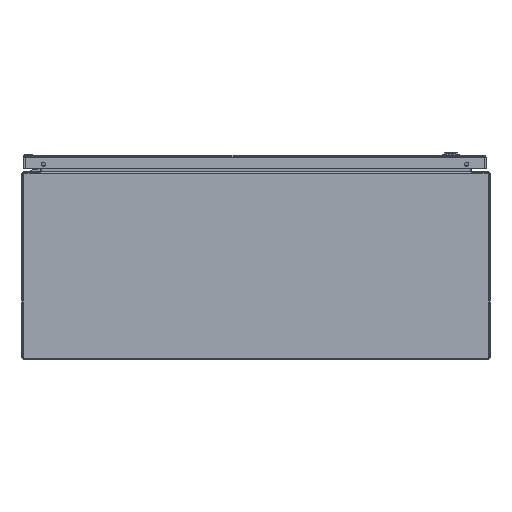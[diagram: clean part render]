
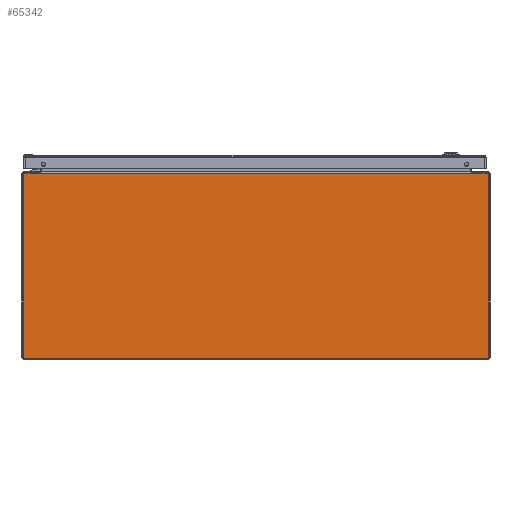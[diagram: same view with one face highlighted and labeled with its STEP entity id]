
A CAD part, front view. The second image highlights one B-rep face of the part: STEP entity #65342.
In plain terms, the highlighted planar face has unit normal (0, -1, 0).
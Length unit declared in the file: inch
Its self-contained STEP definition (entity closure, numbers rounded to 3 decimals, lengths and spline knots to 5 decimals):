
#1442 = EDGE_CURVE ( 'NONE', #44549, #36486, #156736, .T. ) ;
#1459 = DIRECTION ( 'NONE',  ( -0.174, 0., -0.985 ) ) ;
#1485 = CARTESIAN_POINT ( 'NONE',  ( 13.82312, -36., 5.937 ) ) ;
#2550 = FACE_OUTER_BOUND ( 'NONE', #99048, .T. ) ;
#2714 = LINE ( 'NONE', #28511, #149813 ) ;
#3015 = ORIENTED_EDGE ( 'NONE', *, *, #1442, .T. ) ;
#5746 = EDGE_CURVE ( 'NONE', #159661, #44237, #146024, .T. ) ;
#7070 = AXIS2_PLACEMENT_3D ( 'NONE', #127771, #155345, #175674 ) ;
#8815 = AXIS2_PLACEMENT_3D ( 'NONE', #111708, #69954, #139279 ) ;
#9730 = CARTESIAN_POINT ( 'NONE',  ( -13.80579, -36., 5.883 ) ) ;
#10546 = AXIS2_PLACEMENT_3D ( 'NONE', #116252, #48662, #62923 ) ;
#10611 = LINE ( 'NONE', #9730, #29042 ) ;
#12082 = EDGE_CURVE ( 'NONE', #36486, #154228, #105318, .T. ) ;
#13138 = EDGE_CURVE ( 'NONE', #105977, #169744, #60340, .T. ) ;
#15011 = ORIENTED_EDGE ( 'NONE', *, *, #20639, .T. ) ;
#17553 = ORIENTED_EDGE ( 'NONE', *, *, #121067, .T. ) ;
#20258 = ORIENTED_EDGE ( 'NONE', *, *, #73346, .T. ) ;
#20639 = EDGE_CURVE ( 'NONE', #160044, #45693, #91067, .T. ) ;
#23448 = CARTESIAN_POINT ( 'NONE',  ( -13.8136, -36., 5.883 ) ) ;
#25692 = DIRECTION ( 'NONE',  ( 0., 0., -1. ) ) ;
#27455 = CARTESIAN_POINT ( 'NONE',  ( 13.798, -36., 5.883 ) ) ;
#28234 = CARTESIAN_POINT ( 'NONE',  ( -13.81836, -36., 5.91 ) ) ;
#28511 = CARTESIAN_POINT ( 'NONE',  ( 0., -36., -5.937 ) ) ;
#29042 = VECTOR ( 'NONE', #161740, 39.37008 ) ;
#29378 = DIRECTION ( 'NONE',  ( 1., 0., 0. ) ) ;
#29539 = CARTESIAN_POINT ( 'NONE',  ( -14.857, -36., 5.857 ) ) ;
#30816 = VECTOR ( 'NONE', #93515, 39.37008 ) ;
#31873 = CARTESIAN_POINT ( 'NONE',  ( 0., -36., 5.937 ) ) ;
#31906 = ORIENTED_EDGE ( 'NONE', *, *, #13138, .T. ) ;
#32444 = CARTESIAN_POINT ( 'NONE',  ( -14.857, -36., -5.937 ) ) ;
#35262 = CARTESIAN_POINT ( 'NONE',  ( 14.857, -36., -5.937 ) ) ;
#35798 = DIRECTION ( 'NONE',  ( -1., 0., 0. ) ) ;
#36486 = VERTEX_POINT ( 'NONE', #27455 ) ;
#39216 = CARTESIAN_POINT ( 'NONE',  ( 14.857, -36., 5.937 ) ) ;
#40361 = EDGE_CURVE ( 'NONE', #169744, #44549, #43615, .T. ) ;
#40722 = LINE ( 'NONE', #28234, #154687 ) ;
#41523 = ORIENTED_EDGE ( 'NONE', *, *, #40361, .T. ) ;
#41936 = CARTESIAN_POINT ( 'NONE',  ( -14.937, -36., 5.857 ) ) ;
#43615 = LINE ( 'NONE', #85428, #112488 ) ;
#44237 = VERTEX_POINT ( 'NONE', #146509 ) ;
#44549 = VERTEX_POINT ( 'NONE', #51139 ) ;
#45693 = VERTEX_POINT ( 'NONE', #32444 ) ;
#47497 = VECTOR ( 'NONE', #90874, 39.37008 ) ;
#48662 = DIRECTION ( 'NONE',  ( 0., -1., 0. ) ) ;
#50187 = CARTESIAN_POINT ( 'NONE',  ( 0., -36., 5.883 ) ) ;
#50261 = ORIENTED_EDGE ( 'NONE', *, *, #98017, .T. ) ;
#50717 = ORIENTED_EDGE ( 'NONE', *, *, #126021, .T. ) ;
#51139 = CARTESIAN_POINT ( 'NONE',  ( 13.8136, -36., 5.883 ) ) ;
#56086 = VECTOR ( 'NONE', #25692, 39.37008 ) ;
#56786 = CARTESIAN_POINT ( 'NONE',  ( 0., -36., 0. ) ) ;
#60340 = LINE ( 'NONE', #31873, #171265 ) ;
#60911 = EDGE_CURVE ( 'NONE', #45693, #134442, #2714, .T. ) ;
#62507 = VERTEX_POINT ( 'NONE', #41936 ) ;
#62923 = DIRECTION ( 'NONE',  ( 0., 0., -1. ) ) ;
#64234 = CARTESIAN_POINT ( 'NONE',  ( 13.80579, -36., 5.883 ) ) ;
#65342 = ADVANCED_FACE ( 'NONE', ( #2550 ), #71012, .T. ) ;
#65664 = CARTESIAN_POINT ( 'NONE',  ( -13.82312, -36., 5.937 ) ) ;
#65814 = ORIENTED_EDGE ( 'NONE', *, *, #60911, .T. ) ;
#68285 = DIRECTION ( 'NONE',  ( 0.174, 0., -0.985 ) ) ;
#68299 = EDGE_CURVE ( 'NONE', #78898, #154228, #10611, .T. ) ;
#69954 = DIRECTION ( 'NONE',  ( 0., -1., 0. ) ) ;
#71012 = PLANE ( 'NONE',  #108018 ) ;
#71762 = CARTESIAN_POINT ( 'NONE',  ( -14.937, -36., -5.857 ) ) ;
#72210 = DIRECTION ( 'NONE',  ( 0., -1., 0. ) ) ;
#73346 = EDGE_CURVE ( 'NONE', #62507, #160044, #146643, .T. ) ;
#76089 = ORIENTED_EDGE ( 'NONE', *, *, #174099, .T. ) ;
#76908 = ORIENTED_EDGE ( 'NONE', *, *, #90423, .F. ) ;
#78898 = VERTEX_POINT ( 'NONE', #23448 ) ;
#83807 = DIRECTION ( 'NONE',  ( 0., 0., -1. ) ) ;
#84349 = DIRECTION ( 'NONE',  ( 0., -1., 0. ) ) ;
#85428 = CARTESIAN_POINT ( 'NONE',  ( 13.81836, -36., 5.91 ) ) ;
#86459 = AXIS2_PLACEMENT_3D ( 'NONE', #29539, #72210, #83807 ) ;
#89489 = VERTEX_POINT ( 'NONE', #65664 ) ;
#90423 = EDGE_CURVE ( 'NONE', #89489, #78898, #40722, .T. ) ;
#90874 = DIRECTION ( 'NONE',  ( -1., 0., 0. ) ) ;
#91067 = CIRCLE ( 'NONE', #8815, 0.08 ) ;
#93515 = DIRECTION ( 'NONE',  ( 0., 0., 1. ) ) ;
#98017 = EDGE_CURVE ( 'NONE', #89489, #157438, #100695, .T. ) ;
#99048 = EDGE_LOOP ( 'NONE', ( #50261, #17553, #20258, #15011, #65814, #76089, #164885, #50717, #31906, #41523, #3015, #118942, #132995, #76908 ) ) ;
#100695 = LINE ( 'NONE', #130015, #47497 ) ;
#105318 = LINE ( 'NONE', #50187, #128606 ) ;
#105977 = VERTEX_POINT ( 'NONE', #39216 ) ;
#108018 = AXIS2_PLACEMENT_3D ( 'NONE', #56786, #84349, #111012 ) ;
#111012 = DIRECTION ( 'NONE',  ( 0., 0., -1. ) ) ;
#111708 = CARTESIAN_POINT ( 'NONE',  ( -14.857, -36., -5.857 ) ) ;
#112488 = VECTOR ( 'NONE', #1459, 39.37008 ) ;
#116252 = CARTESIAN_POINT ( 'NONE',  ( 14.857, -36., 5.857 ) ) ;
#118942 = ORIENTED_EDGE ( 'NONE', *, *, #12082, .T. ) ;
#121067 = EDGE_CURVE ( 'NONE', #157438, #62507, #131890, .T. ) ;
#126021 = EDGE_CURVE ( 'NONE', #44237, #105977, #135557, .T. ) ;
#127771 = CARTESIAN_POINT ( 'NONE',  ( 14.857, -36., -5.857 ) ) ;
#128606 = VECTOR ( 'NONE', #134628, 39.37008 ) ;
#129924 = CARTESIAN_POINT ( 'NONE',  ( -13.798, -36., 5.883 ) ) ;
#130015 = CARTESIAN_POINT ( 'NONE',  ( 0., -36., 5.937 ) ) ;
#131890 = CIRCLE ( 'NONE', #86459, 0.08 ) ;
#132995 = ORIENTED_EDGE ( 'NONE', *, *, #68299, .F. ) ;
#134442 = VERTEX_POINT ( 'NONE', #35262 ) ;
#134628 = DIRECTION ( 'NONE',  ( -1., 0., 0. ) ) ;
#135557 = CIRCLE ( 'NONE', #10546, 0.08 ) ;
#137642 = CIRCLE ( 'NONE', #7070, 0.08 ) ;
#139279 = DIRECTION ( 'NONE',  ( 0., 0., -1. ) ) ;
#142122 = DIRECTION ( 'NONE',  ( -1., 0., 0. ) ) ;
#146024 = LINE ( 'NONE', #147778, #30816 ) ;
#146509 = CARTESIAN_POINT ( 'NONE',  ( 14.937, -36., 5.857 ) ) ;
#146643 = LINE ( 'NONE', #173328, #56086 ) ;
#147483 = CARTESIAN_POINT ( 'NONE',  ( -14.857, -36., 5.937 ) ) ;
#147778 = CARTESIAN_POINT ( 'NONE',  ( 14.937, -36., 0. ) ) ;
#149813 = VECTOR ( 'NONE', #29378, 39.37008 ) ;
#153800 = CARTESIAN_POINT ( 'NONE',  ( 14.937, -36., -5.857 ) ) ;
#154228 = VERTEX_POINT ( 'NONE', #129924 ) ;
#154687 = VECTOR ( 'NONE', #68285, 39.37008 ) ;
#155345 = DIRECTION ( 'NONE',  ( 0., -1., 0. ) ) ;
#156736 = LINE ( 'NONE', #64234, #157306 ) ;
#157306 = VECTOR ( 'NONE', #35798, 39.37008 ) ;
#157438 = VERTEX_POINT ( 'NONE', #147483 ) ;
#159661 = VERTEX_POINT ( 'NONE', #153800 ) ;
#160044 = VERTEX_POINT ( 'NONE', #71762 ) ;
#161740 = DIRECTION ( 'NONE',  ( 1., 0., 0. ) ) ;
#164885 = ORIENTED_EDGE ( 'NONE', *, *, #5746, .T. ) ;
#169744 = VERTEX_POINT ( 'NONE', #1485 ) ;
#171265 = VECTOR ( 'NONE', #142122, 39.37008 ) ;
#173328 = CARTESIAN_POINT ( 'NONE',  ( -14.937, -36., 0. ) ) ;
#174099 = EDGE_CURVE ( 'NONE', #134442, #159661, #137642, .T. ) ;
#175674 = DIRECTION ( 'NONE',  ( 0., 0., -1. ) ) ;
